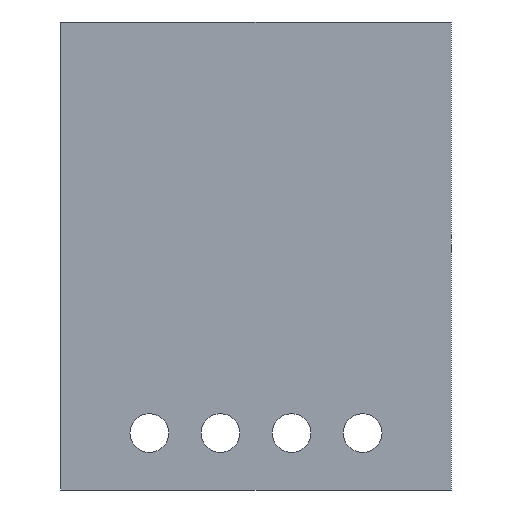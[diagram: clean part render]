
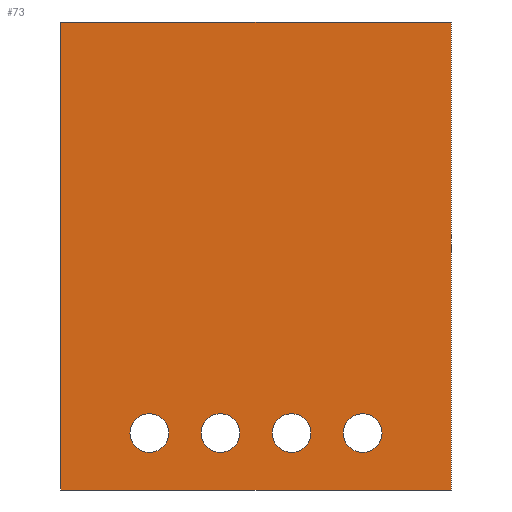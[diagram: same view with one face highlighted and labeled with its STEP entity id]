
A CAD part, front view. The second image highlights one B-rep face of the part: STEP entity #73.
In plain terms, the highlighted planar face has unit normal (0, -1, 0).
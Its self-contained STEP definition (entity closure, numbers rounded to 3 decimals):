
#51=FACE_BOUND('',#101,.T.);
#52=FACE_BOUND('',#102,.T.);
#53=FACE_BOUND('',#103,.T.);
#54=FACE_BOUND('',#104,.T.);
#55=FACE_BOUND('',#105,.T.);
#57=CIRCLE('',#211,15.);
#59=CIRCLE('',#214,15.);
#61=CIRCLE('',#217,15.);
#63=CIRCLE('',#221,15.);
#73=ADVANCED_FACE('',(#51,#52,#53,#54,#55),#79,.F.);
#79=PLANE('',#224);
#101=EDGE_LOOP('',(#138,#139,#140,#141));
#102=EDGE_LOOP('',(#142));
#103=EDGE_LOOP('',(#143));
#104=EDGE_LOOP('',(#144));
#105=EDGE_LOOP('',(#145));
#138=ORIENTED_EDGE('',*,*,#162,.T.);
#139=ORIENTED_EDGE('',*,*,#178,.T.);
#140=ORIENTED_EDGE('',*,*,#169,.T.);
#141=ORIENTED_EDGE('',*,*,#166,.T.);
#142=ORIENTED_EDGE('',*,*,#177,.F.);
#143=ORIENTED_EDGE('',*,*,#175,.F.);
#144=ORIENTED_EDGE('',*,*,#173,.F.);
#145=ORIENTED_EDGE('',*,*,#181,.F.);
#146=VERTEX_POINT('',#277);
#147=VERTEX_POINT('',#278);
#150=VERTEX_POINT('',#286);
#152=VERTEX_POINT('',#292);
#155=VERTEX_POINT('',#300);
#157=VERTEX_POINT('',#305);
#159=VERTEX_POINT('',#310);
#161=VERTEX_POINT('',#318);
#162=EDGE_CURVE('',#146,#147,#182,.T.);
#166=EDGE_CURVE('',#150,#146,#186,.T.);
#169=EDGE_CURVE('',#152,#150,#189,.T.);
#173=EDGE_CURVE('',#155,#155,#57,.T.);
#175=EDGE_CURVE('',#157,#157,#59,.T.);
#177=EDGE_CURVE('',#159,#159,#61,.T.);
#178=EDGE_CURVE('',#147,#152,#192,.T.);
#181=EDGE_CURVE('',#161,#161,#63,.T.);
#182=LINE('',#276,#194);
#186=LINE('',#285,#198);
#189=LINE('',#291,#201);
#192=LINE('',#312,#204);
#194=VECTOR('',#227,1.);
#198=VECTOR('',#233,1.);
#201=VECTOR('',#238,1.);
#204=VECTOR('',#261,1.);
#211=AXIS2_PLACEMENT_3D('',#299,#245,#246);
#214=AXIS2_PLACEMENT_3D('',#304,#251,#252);
#217=AXIS2_PLACEMENT_3D('',#309,#257,#258);
#221=AXIS2_PLACEMENT_3D('',#317,#267,#268);
#224=AXIS2_PLACEMENT_3D('',#321,#273,#274);
#227=DIRECTION('',(0.,0.,-1.));
#233=DIRECTION('',(-1.,0.,0.));
#238=DIRECTION('',(0.,0.,1.));
#245=DIRECTION('',(0.,-1.,0.));
#246=DIRECTION('',(-1.,0.,0.));
#251=DIRECTION('',(0.,-1.,0.));
#252=DIRECTION('',(-1.,0.,0.));
#257=DIRECTION('',(0.,-1.,0.));
#258=DIRECTION('',(-1.,0.,0.));
#261=DIRECTION('',(1.,0.,0.));
#267=DIRECTION('',(0.,-1.,0.));
#268=DIRECTION('',(-1.,0.,0.));
#273=DIRECTION('',(0.,1.,0.));
#274=DIRECTION('',(0.,0.,1.));
#276=CARTESIAN_POINT('',(-151.,408.,-181.));
#277=CARTESIAN_POINT('',(-151.,408.,181.));
#278=CARTESIAN_POINT('',(-151.,408.,-181.));
#285=CARTESIAN_POINT('',(-151.,408.,181.));
#286=CARTESIAN_POINT('',(151.,408.,181.));
#291=CARTESIAN_POINT('',(151.,408.,181.));
#292=CARTESIAN_POINT('',(151.,408.,-181.));
#299=CARTESIAN_POINT('',(27.5,408.,-137.));
#300=CARTESIAN_POINT('',(12.5,408.,-137.));
#304=CARTESIAN_POINT('',(-27.5,408.,-137.));
#305=CARTESIAN_POINT('',(-42.5,408.,-137.));
#309=CARTESIAN_POINT('',(-82.5,408.,-137.));
#310=CARTESIAN_POINT('',(-97.5,408.,-137.));
#312=CARTESIAN_POINT('',(151.,408.,-181.));
#317=CARTESIAN_POINT('',(82.5,408.,-137.));
#318=CARTESIAN_POINT('',(67.5,408.,-137.));
#321=CARTESIAN_POINT('',(-82.5,408.,-137.));
